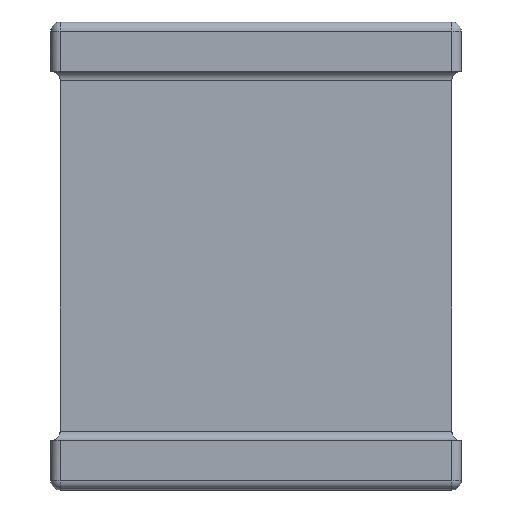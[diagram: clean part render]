
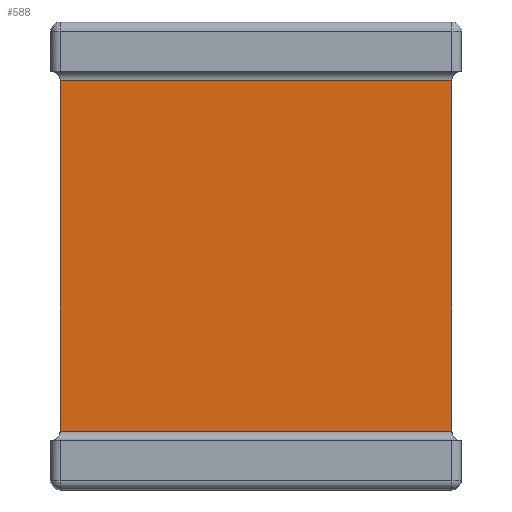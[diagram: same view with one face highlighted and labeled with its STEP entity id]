
A CAD part, top view. The second image highlights one B-rep face of the part: STEP entity #588.
In plain terms, the highlighted planar face has unit normal (0, 0, 1).
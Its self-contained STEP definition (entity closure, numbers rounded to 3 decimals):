
#43=PLANE('',#668);
#87=FACE_OUTER_BOUND('',#123,.T.);
#123=EDGE_LOOP('',(#484,#485,#486,#487));
#141=LINE('',#883,#187);
#146=LINE('',#899,#192);
#176=LINE('',#1026,#222);
#180=LINE('',#1032,#226);
#187=VECTOR('',#694,10.);
#192=VECTOR('',#703,10.);
#222=VECTOR('',#819,10.);
#226=VECTOR('',#827,10.);
#234=VERTEX_POINT('',#860);
#238=VERTEX_POINT('',#881);
#241=VERTEX_POINT('',#897);
#271=VERTEX_POINT('',#1024);
#284=EDGE_CURVE('',#238,#234,#141,.T.);
#290=EDGE_CURVE('',#238,#241,#146,.T.);
#344=EDGE_CURVE('',#271,#241,#176,.T.);
#348=EDGE_CURVE('',#271,#234,#180,.T.);
#484=ORIENTED_EDGE('',*,*,#284,.F.);
#485=ORIENTED_EDGE('',*,*,#290,.T.);
#486=ORIENTED_EDGE('',*,*,#344,.F.);
#487=ORIENTED_EDGE('',*,*,#348,.T.);
#588=ADVANCED_FACE('',(#87),#43,.F.);
#668=AXIS2_PLACEMENT_3D('',#1035,#831,#832);
#694=DIRECTION('',(1.,0.,0.));
#703=DIRECTION('',(0.,-1.,0.));
#819=DIRECTION('',(-1.,0.,0.));
#827=DIRECTION('',(0.,1.,0.));
#831=DIRECTION('center_axis',(0.,0.,-1.));
#832=DIRECTION('ref_axis',(-1.,0.,0.));
#860=CARTESIAN_POINT('',(2.388,2.138,1.688));
#881=CARTESIAN_POINT('',(-2.388,2.138,1.688));
#883=CARTESIAN_POINT('',(-1.25,2.138,1.688));
#897=CARTESIAN_POINT('',(-2.388,-2.138,1.688));
#899=CARTESIAN_POINT('',(-2.388,0.,1.688));
#1024=CARTESIAN_POINT('',(2.388,-2.138,1.688));
#1026=CARTESIAN_POINT('',(1.25,-2.138,1.688));
#1032=CARTESIAN_POINT('',(2.388,0.,1.688));
#1035=CARTESIAN_POINT('Origin',(0.,0.,1.688));
